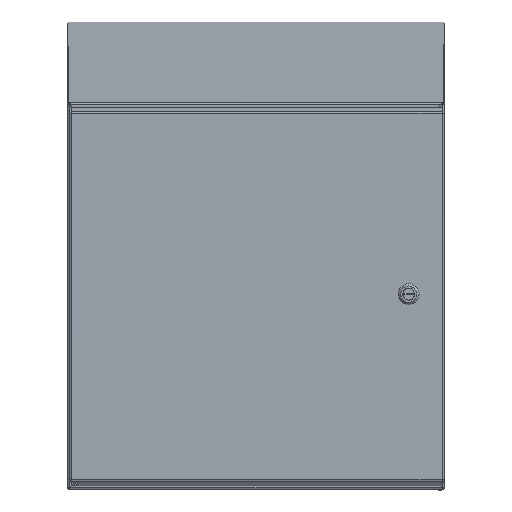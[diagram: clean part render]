
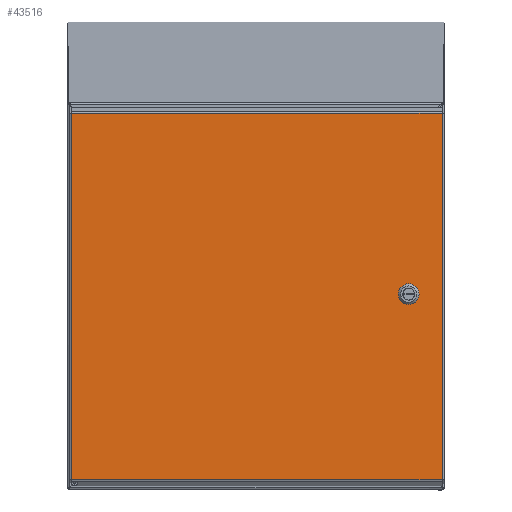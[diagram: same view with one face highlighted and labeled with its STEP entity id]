
A CAD part, top view. The second image highlights one B-rep face of the part: STEP entity #43516.
In plain terms, the highlighted planar face has unit normal (0, 0, 1).
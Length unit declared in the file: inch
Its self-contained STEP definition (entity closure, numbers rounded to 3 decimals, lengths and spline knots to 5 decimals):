
#17 = DIRECTION ( 'NONE',  ( 0., -1., 0. ) ) ;
#1637 = LINE ( 'NONE', #30928, #42805 ) ;
#2095 = DIRECTION ( 'NONE',  ( 0., 1., 0. ) ) ;
#3051 = CIRCLE ( 'NONE', #23551, 0.453 ) ;
#4252 = CARTESIAN_POINT ( 'NONE',  ( 0.04407, -1.62027, 12.8865 ) ) ;
#4260 = VECTOR ( 'NONE', #77667, 39.37008 ) ;
#7404 = LINE ( 'NONE', #8090, #11322 ) ;
#8090 = CARTESIAN_POINT ( 'NONE',  ( -9.78818, -2.14477, 12.8865 ) ) ;
#9353 = VERTEX_POINT ( 'NONE', #56547 ) ;
#9376 = CARTESIAN_POINT ( 'NONE',  ( 8.10654, -2.01973, 12.8865 ) ) ;
#9386 = CARTESIAN_POINT ( 'NONE',  ( 8.50607, -1.80621, 12.8865 ) ) ;
#9542 = VERTEX_POINT ( 'NONE', #30539 ) ;
#10206 = ORIENTED_EDGE ( 'NONE', *, *, #80984, .T. ) ;
#11322 = VECTOR ( 'NONE', #14924, 39.37008 ) ;
#11683 = LINE ( 'NONE', #18336, #58683 ) ;
#12371 = CARTESIAN_POINT ( 'NONE',  ( 7.70707, -1.80621, 12.8865 ) ) ;
#12751 = CIRCLE ( 'NONE', #33376, 0.453 ) ;
#12774 = DIRECTION ( 'NONE',  ( 1., 0., 0. ) ) ;
#12810 = EDGE_CURVE ( 'NONE', #73936, #29052, #11683, .T. ) ;
#12977 = AXIS2_PLACEMENT_3D ( 'NONE', #24867, #56813, #12774 ) ;
#13336 = VERTEX_POINT ( 'NONE', #9386 ) ;
#14534 = FACE_OUTER_BOUND ( 'NONE', #49601, .T. ) ;
#14616 = CARTESIAN_POINT ( 'NONE',  ( 7.89307, -1.62027, 12.8865 ) ) ;
#14710 = CARTESIAN_POINT ( 'NONE',  ( 7.89301, -2.41927, 12.8865 ) ) ;
#14738 = DIRECTION ( 'NONE',  ( 0., 1., 0. ) ) ;
#14809 = VERTEX_POINT ( 'NONE', #14616 ) ;
#14924 = DIRECTION ( 'NONE',  ( 0., -1., 0. ) ) ;
#15066 = ORIENTED_EDGE ( 'NONE', *, *, #71496, .T. ) ;
#16646 = CARTESIAN_POINT ( 'NONE',  ( -9.78818, 7.5784, 12.8865 ) ) ;
#17528 = FACE_BOUND ( 'NONE', #39657, .T. ) ;
#17869 = CARTESIAN_POINT ( 'NONE',  ( 7.70707, -2.23334, 12.8865 ) ) ;
#18336 = CARTESIAN_POINT ( 'NONE',  ( 7.70707, -2.14477, 12.8865 ) ) ;
#19193 = ORIENTED_EDGE ( 'NONE', *, *, #72034, .T. ) ;
#20446 = EDGE_CURVE ( 'NONE', #9542, #24200, #74838, .T. ) ;
#21493 = ORIENTED_EDGE ( 'NONE', *, *, #12810, .T. ) ;
#22351 = CARTESIAN_POINT ( 'NONE',  ( 9.87632, -11.86795, 12.8865 ) ) ;
#23188 = DIRECTION ( 'NONE',  ( -1., 0., 0. ) ) ;
#23551 = AXIS2_PLACEMENT_3D ( 'NONE', #54657, #35560, #35296 ) ;
#24200 = VERTEX_POINT ( 'NONE', #22351 ) ;
#24425 = VECTOR ( 'NONE', #2095, 39.37008 ) ;
#24867 = CARTESIAN_POINT ( 'NONE',  ( 0.04407, -2.14477, 12.8865 ) ) ;
#25270 = CIRCLE ( 'NONE', #33756, 0.453 ) ;
#27744 = ORIENTED_EDGE ( 'NONE', *, *, #60117, .T. ) ;
#27826 = CARTESIAN_POINT ( 'NONE',  ( 9.87632, -2.14477, 12.8865 ) ) ;
#29052 = VERTEX_POINT ( 'NONE', #12371 ) ;
#30539 = CARTESIAN_POINT ( 'NONE',  ( -9.78818, -11.86795, 12.8865 ) ) ;
#30919 = VERTEX_POINT ( 'NONE', #50978 ) ;
#30928 = CARTESIAN_POINT ( 'NONE',  ( 8.50607, -2.14477, 12.8865 ) ) ;
#31071 = ORIENTED_EDGE ( 'NONE', *, *, #35576, .T. ) ;
#31169 = VECTOR ( 'NONE', #56463, 39.37008 ) ;
#32602 = ORIENTED_EDGE ( 'NONE', *, *, #49908, .T. ) ;
#33376 = AXIS2_PLACEMENT_3D ( 'NONE', #9376, #75403, #51374 ) ;
#33756 = AXIS2_PLACEMENT_3D ( 'NONE', #45179, #57975, #70604 ) ;
#35174 = CIRCLE ( 'NONE', #57315, 0.453 ) ;
#35296 = DIRECTION ( 'NONE',  ( -1., 0., 0. ) ) ;
#35560 = DIRECTION ( 'NONE',  ( 0., 0., -1. ) ) ;
#35576 = EDGE_CURVE ( 'NONE', #30919, #52859, #72338, .T. ) ;
#35750 = DIRECTION ( 'NONE',  ( 1., 0., 0. ) ) ;
#36053 = CARTESIAN_POINT ( 'NONE',  ( 0.04407, -2.41927, 12.8865 ) ) ;
#37165 = LINE ( 'NONE', #36053, #62578 ) ;
#38174 = CARTESIAN_POINT ( 'NONE',  ( 0.04407, 7.5784, 12.8865 ) ) ;
#39657 = EDGE_LOOP ( 'NONE', ( #15066, #74450, #27744, #52428, #10206, #19193, #51794, #21493 ) ) ;
#41072 = LINE ( 'NONE', #27826, #24425 ) ;
#42805 = VECTOR ( 'NONE', #17, 39.37008 ) ;
#43516 = ADVANCED_FACE ( 'NONE', ( #17528, #14534 ), #49768, .T. ) ;
#43751 = VERTEX_POINT ( 'NONE', #58429 ) ;
#45179 = CARTESIAN_POINT ( 'NONE',  ( 8.10657, -2.01977, 12.8865 ) ) ;
#46302 = EDGE_CURVE ( 'NONE', #52859, #9542, #7404, .T. ) ;
#46844 = DIRECTION ( 'NONE',  ( 0., 0., -1. ) ) ;
#47365 = DIRECTION ( 'NONE',  ( -1., 0., 0. ) ) ;
#48083 = VECTOR ( 'NONE', #35750, 39.37008 ) ;
#49601 = EDGE_LOOP ( 'NONE', ( #31071, #50595, #76555, #32602 ) ) ;
#49768 = PLANE ( 'NONE',  #12977 ) ;
#49908 = EDGE_CURVE ( 'NONE', #24200, #30919, #41072, .T. ) ;
#50595 = ORIENTED_EDGE ( 'NONE', *, *, #46302, .T. ) ;
#50978 = CARTESIAN_POINT ( 'NONE',  ( 9.87632, 7.5784, 12.8865 ) ) ;
#51374 = DIRECTION ( 'NONE',  ( -1., 0., 0. ) ) ;
#51794 = ORIENTED_EDGE ( 'NONE', *, *, #68776, .T. ) ;
#52428 = ORIENTED_EDGE ( 'NONE', *, *, #69716, .T. ) ;
#52658 = CARTESIAN_POINT ( 'NONE',  ( 0.04407, -11.86795, 12.8865 ) ) ;
#52859 = VERTEX_POINT ( 'NONE', #16646 ) ;
#54657 = CARTESIAN_POINT ( 'NONE',  ( 8.10654, -2.01982, 12.8865 ) ) ;
#56463 = DIRECTION ( 'NONE',  ( -1., 0., 0. ) ) ;
#56547 = CARTESIAN_POINT ( 'NONE',  ( 8.50607, -2.23334, 12.8865 ) ) ;
#56813 = DIRECTION ( 'NONE',  ( 0., 0., 1. ) ) ;
#57315 = AXIS2_PLACEMENT_3D ( 'NONE', #73103, #46844, #47365 ) ;
#57850 = LINE ( 'NONE', #4252, #48083 ) ;
#57975 = DIRECTION ( 'NONE',  ( 0., 0., -1. ) ) ;
#58429 = CARTESIAN_POINT ( 'NONE',  ( 8.32013, -2.41927, 12.8865 ) ) ;
#58683 = VECTOR ( 'NONE', #14738, 39.37008 ) ;
#59521 = VERTEX_POINT ( 'NONE', #14710 ) ;
#60117 = EDGE_CURVE ( 'NONE', #67566, #13336, #12751, .T. ) ;
#62578 = VECTOR ( 'NONE', #23188, 39.37008 ) ;
#63600 = CARTESIAN_POINT ( 'NONE',  ( 8.32019, -1.62027, 12.8865 ) ) ;
#67566 = VERTEX_POINT ( 'NONE', #63600 ) ;
#68776 = EDGE_CURVE ( 'NONE', #59521, #73936, #35174, .T. ) ;
#69716 = EDGE_CURVE ( 'NONE', #13336, #9353, #1637, .T. ) ;
#70604 = DIRECTION ( 'NONE',  ( -1., 0., 0. ) ) ;
#71496 = EDGE_CURVE ( 'NONE', #29052, #14809, #3051, .T. ) ;
#72034 = EDGE_CURVE ( 'NONE', #43751, #59521, #37165, .T. ) ;
#72338 = LINE ( 'NONE', #38174, #31169 ) ;
#73103 = CARTESIAN_POINT ( 'NONE',  ( 8.10657, -2.01977, 12.8865 ) ) ;
#73936 = VERTEX_POINT ( 'NONE', #17869 ) ;
#74450 = ORIENTED_EDGE ( 'NONE', *, *, #80138, .T. ) ;
#74838 = LINE ( 'NONE', #52658, #4260 ) ;
#75403 = DIRECTION ( 'NONE',  ( 0., 0., -1. ) ) ;
#76555 = ORIENTED_EDGE ( 'NONE', *, *, #20446, .T. ) ;
#77667 = DIRECTION ( 'NONE',  ( 1., 0., 0. ) ) ;
#80138 = EDGE_CURVE ( 'NONE', #14809, #67566, #57850, .T. ) ;
#80984 = EDGE_CURVE ( 'NONE', #9353, #43751, #25270, .T. ) ;
